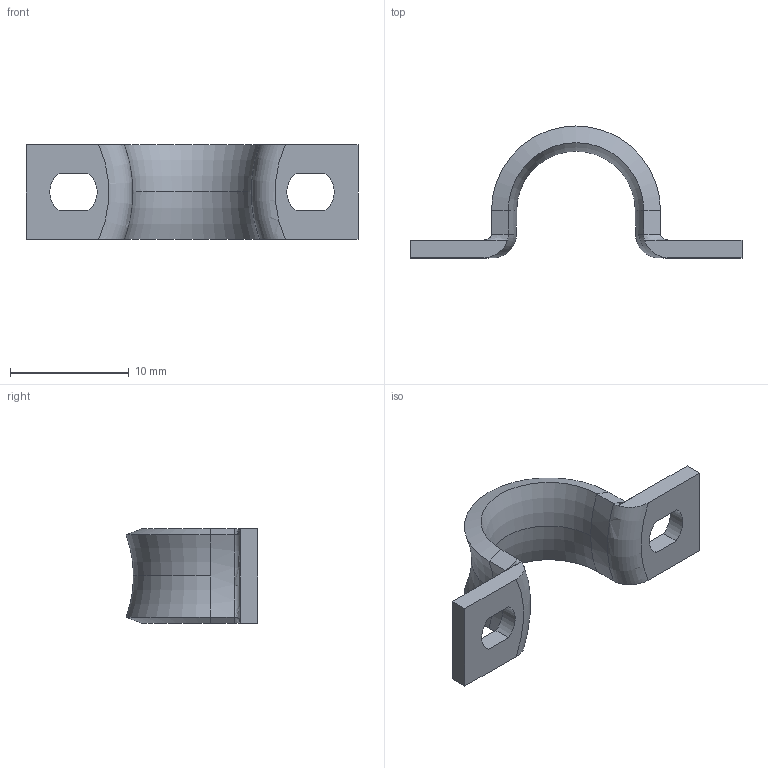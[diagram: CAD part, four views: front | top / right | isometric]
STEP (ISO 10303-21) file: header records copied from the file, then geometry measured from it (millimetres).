
FILE_DESCRIPTION (( 'STEP AP214' ), '1' );
FILE_NAME ('1044192.stp', '2019-06-04T07:58:21', ( '' ), ( '' ), 'SwSTEP 2.0', 'SolidWorks 2018', '' );
FILE_SCHEMA (( 'AUTOMOTIVE_DESIGN' ));
Length unit declared in the file: millimetre
Products named in the file (1): 1044192
Bounding box: 28 x 11.12 x 8 mm (x, y, z)
Volume: 435.3 mm3; surface area: 761.9 mm2
Topology: 1 solids, 1 shells, 40 faces, 94 edges, 56 vertices
Faces by surface type: plane 18, torus 8, cylinder 8, bspline 4, cone 2
Entity records: 1830 total; most frequent: CARTESIAN_POINT 617, ORIENTED_EDGE 188, DIRECTION 178, EDGE_CURVE 94, AXIS2_PLACEMENT_3D 67, VERTEX_POINT 56, EDGE_LOOP 44, VECTOR 44
